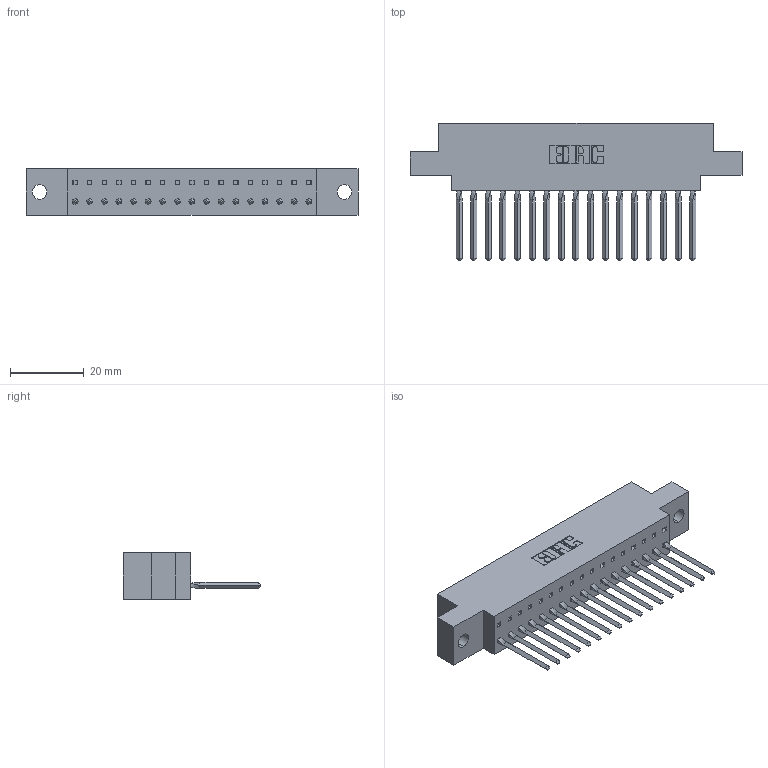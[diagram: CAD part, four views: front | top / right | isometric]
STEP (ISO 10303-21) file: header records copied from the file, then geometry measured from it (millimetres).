
FILE_DESCRIPTION (( 'STEP AP203' ), '1' );
FILE_NAME ('317-017-541-604.STEP', '2020-02-27T15:43:34', ( '' ), ( '' ), 'SwSTEP 2.0', 'SolidWorks 2016', '' );
FILE_SCHEMA (( 'CONFIG_CONTROL_DESIGN' ));
Length unit declared in the file: inch
Products named in the file (3): 317 Part_.156 Dia - TH; 317-290-002_541; 317-017-541-604
Assembly tree (18 placements, depth 2):
  317-017-541-604
    317 Part_.156 Dia - TH
    317-290-002_541  x17
Bounding box: 90.07 x 37.34 x 12.7 mm (x, y, z)
Volume: 13749.5 mm3; surface area: 18413.5 mm2
Topology: 18 solids, 18 shells, 2686 faces, 7653 edges, 4976 vertices
Faces by surface type: plane 2166, cylinder 452, bspline 68
Entity records: 29068 total; most frequent: CARTESIAN_POINT 5796, ORIENTED_EDGE 5066, DIRECTION 4143, EDGE_CURVE 2533, LINE 2169, VECTOR 2169, VERTEX_POINT 1680, AXIS2_PLACEMENT_3D 987
